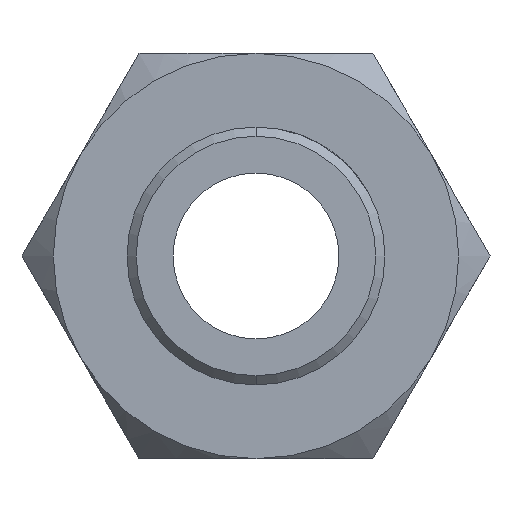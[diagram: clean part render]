
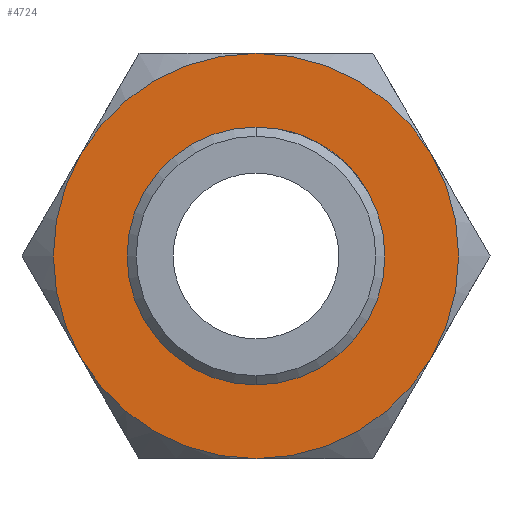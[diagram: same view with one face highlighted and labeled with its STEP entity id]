
A CAD part, left-side view. The second image highlights one B-rep face of the part: STEP entity #4724.
In plain terms, the highlighted planar face has unit normal (-1, 0, 0).
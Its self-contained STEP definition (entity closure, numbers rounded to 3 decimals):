
#80 = EDGE_LOOP ( 'NONE', ( #3776, #171 ) ) ;
#157 = CARTESIAN_POINT ( 'NONE',  ( 22., 0., -11. ) ) ;
#171 = ORIENTED_EDGE ( 'NONE', *, *, #5285, .F. ) ;
#242 = CIRCLE ( 'NONE', #5365, 7. ) ;
#290 = DIRECTION ( 'NONE',  ( 0., 0., -1. ) ) ;
#322 = AXIS2_PLACEMENT_3D ( 'NONE', #3610, #3561, #3202 ) ;
#364 = CARTESIAN_POINT ( 'NONE',  ( 22., 0., -7. ) ) ;
#399 = AXIS2_PLACEMENT_3D ( 'NONE', #3233, #3616, #3285 ) ;
#615 = CARTESIAN_POINT ( 'NONE',  ( 22., 0., 0. ) ) ;
#726 = CARTESIAN_POINT ( 'NONE',  ( 22., 0., 0. ) ) ;
#805 = VERTEX_POINT ( 'NONE', #4110 ) ;
#834 = ORIENTED_EDGE ( 'NONE', *, *, #1394, .F. ) ;
#998 = VERTEX_POINT ( 'NONE', #5027 ) ;
#1082 = CARTESIAN_POINT ( 'NONE',  ( 22., 9.526, -5.5 ) ) ;
#1159 = EDGE_CURVE ( 'NONE', #5324, #805, #1716, .T. ) ;
#1190 = AXIS2_PLACEMENT_3D ( 'NONE', #1831, #1414, #4038 ) ;
#1290 = AXIS2_PLACEMENT_3D ( 'NONE', #5161, #3103, #290 ) ;
#1361 = CIRCLE ( 'NONE', #2154, 11. ) ;
#1394 = EDGE_CURVE ( 'NONE', #805, #1892, #1361, .T. ) ;
#1414 = DIRECTION ( 'NONE',  ( 1., 0., 0. ) ) ;
#1426 = CARTESIAN_POINT ( 'NONE',  ( 22., 0., 0. ) ) ;
#1676 = ORIENTED_EDGE ( 'NONE', *, *, #1159, .F. ) ;
#1716 = CIRCLE ( 'NONE', #1190, 11. ) ;
#1795 = CARTESIAN_POINT ( 'NONE',  ( 22., 0., 11. ) ) ;
#1831 = CARTESIAN_POINT ( 'NONE',  ( 22., 0., 0. ) ) ;
#1843 = DIRECTION ( 'NONE',  ( 1., 0., 0. ) ) ;
#1892 = VERTEX_POINT ( 'NONE', #157 ) ;
#1909 = PLANE ( 'NONE',  #322 ) ;
#2014 = CARTESIAN_POINT ( 'NONE',  ( 22., -9.526, 5.5 ) ) ;
#2042 = DIRECTION ( 'NONE',  ( 0., 0., 1. ) ) ;
#2065 = CIRCLE ( 'NONE', #2496, 7. ) ;
#2066 = DIRECTION ( 'NONE',  ( 0., 0., 1. ) ) ;
#2154 = AXIS2_PLACEMENT_3D ( 'NONE', #1426, #1843, #3113 ) ;
#2323 = CIRCLE ( 'NONE', #399, 11. ) ;
#2338 = DIRECTION ( 'NONE',  ( 0., 0., -1. ) ) ;
#2421 = VERTEX_POINT ( 'NONE', #4989 ) ;
#2433 = EDGE_CURVE ( 'NONE', #4636, #2421, #3544, .T. ) ;
#2496 = AXIS2_PLACEMENT_3D ( 'NONE', #5272, #4891, #2042 ) ;
#2507 = CIRCLE ( 'NONE', #1290, 11. ) ;
#2627 = VERTEX_POINT ( 'NONE', #364 ) ;
#2631 = EDGE_CURVE ( 'NONE', #998, #2627, #2065, .T. ) ;
#2668 = EDGE_CURVE ( 'NONE', #4636, #5324, #2323, .T. ) ;
#2775 = FACE_OUTER_BOUND ( 'NONE', #4743, .T. ) ;
#3020 = AXIS2_PLACEMENT_3D ( 'NONE', #4672, #4119, #2066 ) ;
#3103 = DIRECTION ( 'NONE',  ( 1., 0., 0. ) ) ;
#3113 = DIRECTION ( 'NONE',  ( 0., 0., -1. ) ) ;
#3118 = CIRCLE ( 'NONE', #4333, 11. ) ;
#3202 = DIRECTION ( 'NONE',  ( 0., 0., -1. ) ) ;
#3233 = CARTESIAN_POINT ( 'NONE',  ( 22., 0., 0. ) ) ;
#3253 = DIRECTION ( 'NONE',  ( 0., 0., 1. ) ) ;
#3285 = DIRECTION ( 'NONE',  ( 0., 0., -1. ) ) ;
#3544 = CIRCLE ( 'NONE', #3020, 11. ) ;
#3561 = DIRECTION ( 'NONE',  ( 1., 0., 0. ) ) ;
#3564 = DIRECTION ( 'NONE',  ( -1., 0., 0. ) ) ;
#3572 = ORIENTED_EDGE ( 'NONE', *, *, #4817, .F. ) ;
#3610 = CARTESIAN_POINT ( 'NONE',  ( 22., 0., 0. ) ) ;
#3616 = DIRECTION ( 'NONE',  ( 1., 0., 0. ) ) ;
#3716 = ORIENTED_EDGE ( 'NONE', *, *, #4450, .F. ) ;
#3718 = ORIENTED_EDGE ( 'NONE', *, *, #2433, .T. ) ;
#3776 = ORIENTED_EDGE ( 'NONE', *, *, #2631, .F. ) ;
#3934 = DIRECTION ( 'NONE',  ( 1., 0., 0. ) ) ;
#4024 = VERTEX_POINT ( 'NONE', #1082 ) ;
#4038 = DIRECTION ( 'NONE',  ( 0., 0., -1. ) ) ;
#4110 = CARTESIAN_POINT ( 'NONE',  ( 22., -9.526, -5.5 ) ) ;
#4119 = DIRECTION ( 'NONE',  ( -1., 0., 0. ) ) ;
#4333 = AXIS2_PLACEMENT_3D ( 'NONE', #615, #3934, #2338 ) ;
#4450 = EDGE_CURVE ( 'NONE', #4024, #2421, #2507, .T. ) ;
#4636 = VERTEX_POINT ( 'NONE', #1795 ) ;
#4653 = ORIENTED_EDGE ( 'NONE', *, *, #2668, .F. ) ;
#4672 = CARTESIAN_POINT ( 'NONE',  ( 22., 0., 0. ) ) ;
#4724 = ADVANCED_FACE ( 'NONE', ( #5264, #2775 ), #1909, .F. ) ;
#4743 = EDGE_LOOP ( 'NONE', ( #3572, #834, #1676, #4653, #3718, #3716 ) ) ;
#4817 = EDGE_CURVE ( 'NONE', #1892, #4024, #3118, .T. ) ;
#4891 = DIRECTION ( 'NONE',  ( -1., 0., 0. ) ) ;
#4989 = CARTESIAN_POINT ( 'NONE',  ( 22., 9.526, 5.5 ) ) ;
#5027 = CARTESIAN_POINT ( 'NONE',  ( 22., 0., 7. ) ) ;
#5161 = CARTESIAN_POINT ( 'NONE',  ( 22., 0., 0. ) ) ;
#5264 = FACE_BOUND ( 'NONE', #80, .T. ) ;
#5272 = CARTESIAN_POINT ( 'NONE',  ( 22., 0., 0. ) ) ;
#5285 = EDGE_CURVE ( 'NONE', #2627, #998, #242, .T. ) ;
#5324 = VERTEX_POINT ( 'NONE', #2014 ) ;
#5365 = AXIS2_PLACEMENT_3D ( 'NONE', #726, #3564, #3253 ) ;
